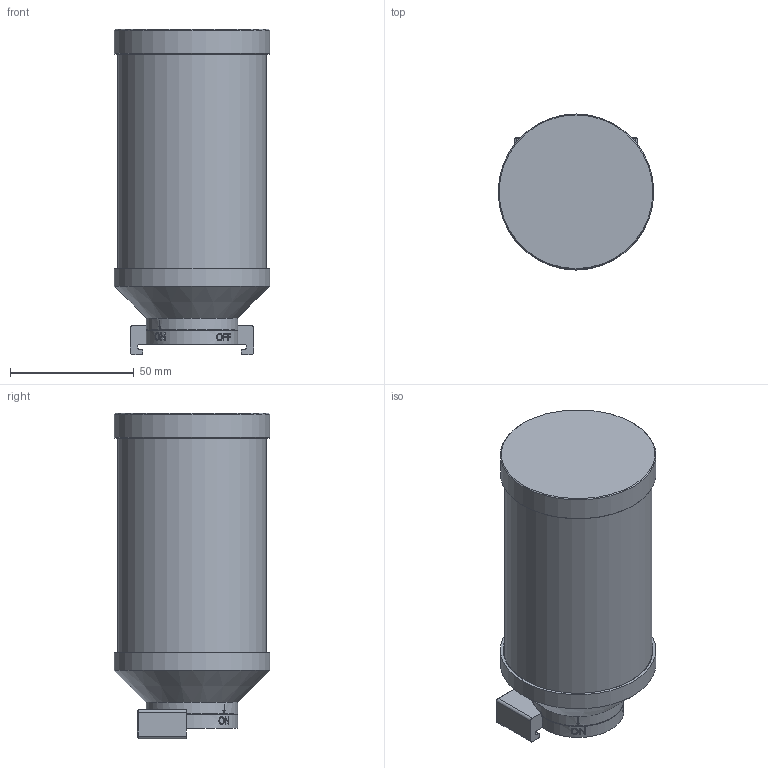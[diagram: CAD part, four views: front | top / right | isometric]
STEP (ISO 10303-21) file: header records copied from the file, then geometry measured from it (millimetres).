
FILE_DESCRIPTION(/* description */ (''),/* implementation_level */ '2;1');
FILE_NAME(/* name */ 'powder_hopper_beta1.step',/* time_stamp */ '2023-08-16T22:48:41+12:00',/* author */ (''),/* organization */ (''),/* preprocessor_version */ 'ST-DEVELOPER v20',/* originating_system */ 'Autodesk Translation Framework v12.9.0.99',/* authorisation */ '');
FILE_SCHEMA (('AUTOMOTIVE_DESIGN { 1 0 10303 214 3 1 1 }'));
Length unit declared in the file: millimetre
Products named in the file (3): powder_hopper; hopper; rear_body_interface
Assembly tree (2 placements, depth 2):
  powder_hopper
    hopper
    rear_body_interface
Bounding box: 63 x 63 x 131.7 mm (x, y, z)
Volume: 59086.8 mm3; surface area: 67026.5 mm2
Topology: 4 solids, 4 shells, 236 faces, 574 edges, 359 vertices
Faces by surface type: plane 75, bspline 72, cylinder 51, cone 31, torus 7
Full cylindrical faces by diameter (mm): 3.4 x2, 6 x1, 37 x1, 55.4 x1, 56.2 x1, 58.2 x2, 58.4 x1, 60 x1, 60.2 x2, 63 x2
Entity records: 9259 total; most frequent: CARTESIAN_POINT 4058, ORIENTED_EDGE 1144, DIRECTION 886, EDGE_CURVE 572, VERTEX_POINT 359, AXIS2_PLACEMENT_3D 305, LINE 276, VECTOR 276
